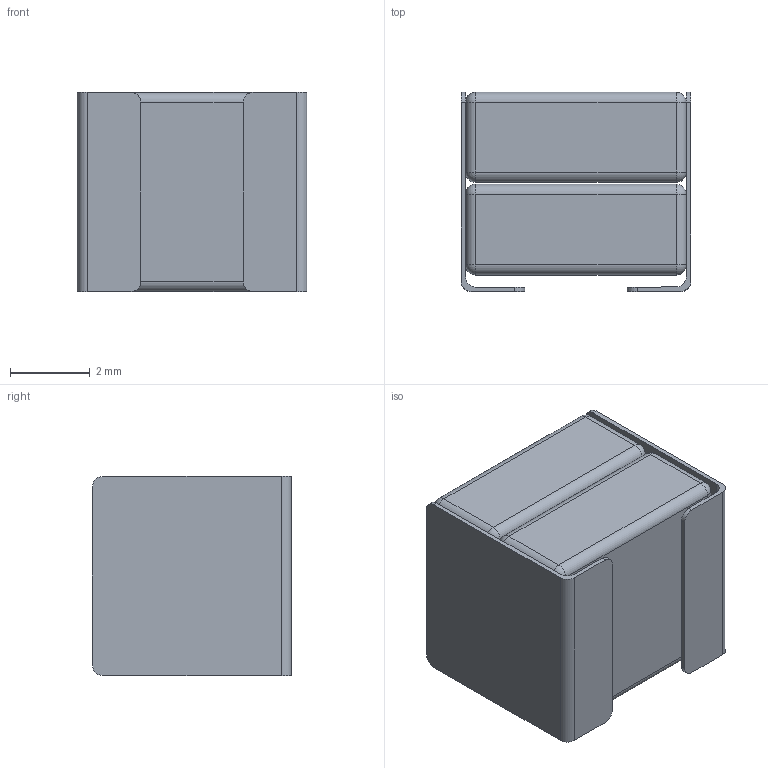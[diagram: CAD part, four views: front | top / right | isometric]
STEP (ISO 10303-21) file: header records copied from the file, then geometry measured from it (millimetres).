
FILE_DESCRIPTION(/* description */ ('STEP AP214'),/* implementation_level */ '2;1');
FILE_NAME(/* name */ '60e8090ce3fda67f79562368',/* time_stamp */ '2021-07-09T08:30:05+00:00',/* author */ (''),/* organization */ (''),/* preprocessor_version */ 'ST-DEVELOPER v18.1',/* originating_system */ ' ',/* authorisation */ ' ');
FILE_SCHEMA (('AUTOMOTIVE_DESIGN {1 0 10303 214 3 1 1}'));
Length unit declared in the file: metre
Products named in the file (4): Part 3; Part 1; Part 2; Part 4
Bounding box: 5.77 x 5 x 5 mm (x, y, z)
Volume: 131.1 mm3; surface area: 327 mm2
Topology: 4 solids, 4 shells, 80 faces, 184 edges, 96 vertices
Faces by surface type: cylinder 36, plane 28, sphere 16
Entity records: 2572 total; most frequent: DIRECTION 408, CARTESIAN_POINT 348, ORIENTED_EDGE 336, EDGE_CURVE 168, AXIS2_PLACEMENT_3D 156, VERTEX_POINT 96, LINE 96, VECTOR 96
